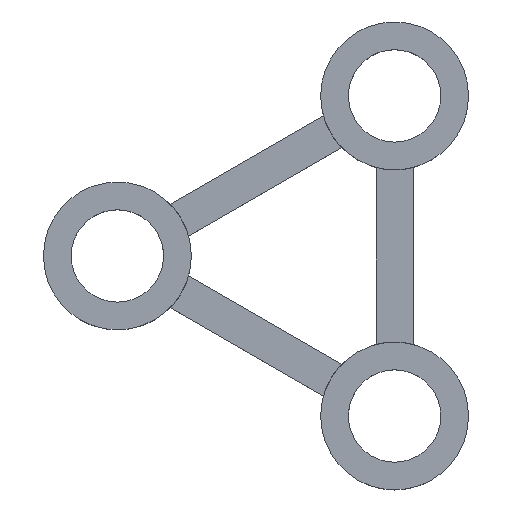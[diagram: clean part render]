
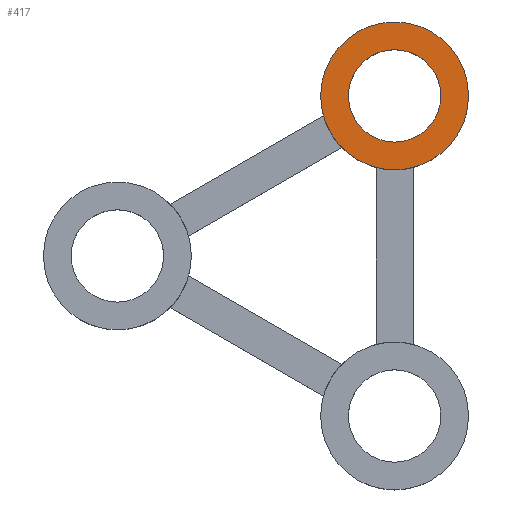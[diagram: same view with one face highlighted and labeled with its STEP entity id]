
A CAD part, top view. The second image highlights one B-rep face of the part: STEP entity #417.
In plain terms, the highlighted planar face has unit normal (0, 0, 1).
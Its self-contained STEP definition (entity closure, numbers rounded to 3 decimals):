
#33=PLANE('',#479);
#53=FACE_BOUND('',#105,.T.);
#69=FACE_OUTER_BOUND('',#104,.T.);
#104=EDGE_LOOP('',(#362));
#105=EDGE_LOOP('',(#363));
#190=CIRCLE('',#469,40.);
#197=CIRCLE('',#478,25.);
#222=VERTEX_POINT('',#686);
#233=VERTEX_POINT('',#711);
#266=EDGE_CURVE('',#222,#222,#190,.T.);
#278=EDGE_CURVE('',#233,#233,#197,.T.);
#362=ORIENTED_EDGE('',*,*,#266,.T.);
#363=ORIENTED_EDGE('',*,*,#278,.T.);
#417=ADVANCED_FACE('',(#69,#53),#33,.T.);
#469=AXIS2_PLACEMENT_3D('',#687,#564,#565);
#478=AXIS2_PLACEMENT_3D('',#712,#587,#588);
#479=AXIS2_PLACEMENT_3D('',#714,#590,#591);
#564=DIRECTION('center_axis',(0.,0.,1.));
#565=DIRECTION('ref_axis',(1.,0.,0.));
#587=DIRECTION('center_axis',(0.,0.,-1.));
#588=DIRECTION('ref_axis',(1.,0.,0.));
#590=DIRECTION('center_axis',(0.,0.,1.));
#591=DIRECTION('ref_axis',(1.,0.,0.));
#686=CARTESIAN_POINT('',(110.,86.6,10.));
#687=CARTESIAN_POINT('Origin',(150.,86.6,10.));
#711=CARTESIAN_POINT('',(125.,86.6,10.));
#712=CARTESIAN_POINT('Origin',(150.,86.6,10.));
#714=CARTESIAN_POINT('Origin',(150.,86.6,10.));
